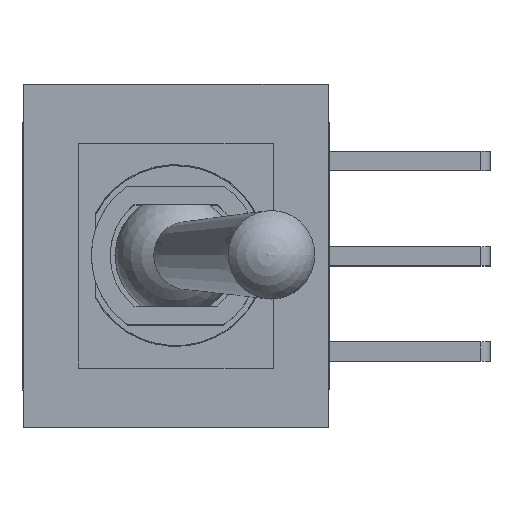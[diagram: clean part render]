
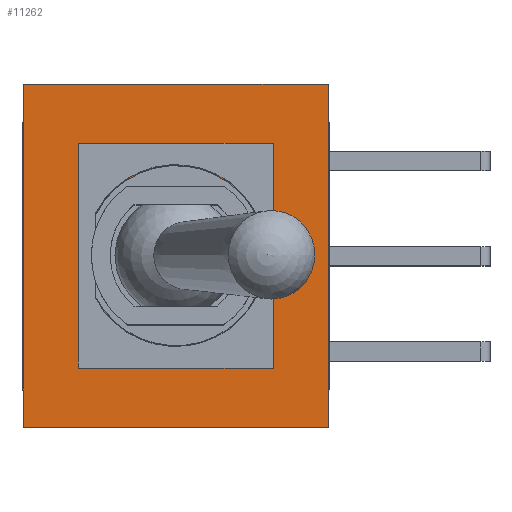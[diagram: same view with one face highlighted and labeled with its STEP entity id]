
A CAD part, top view. The second image highlights one B-rep face of the part: STEP entity #11262.
In plain terms, the highlighted planar face has unit normal (0, 0, 1).
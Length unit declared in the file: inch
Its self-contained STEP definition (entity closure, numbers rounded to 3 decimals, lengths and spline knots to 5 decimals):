
#480=CARTESIAN_POINT('',(-0.09449,0.0,0.35039));
#481=VERTEX_POINT('',#480);
#482=CARTESIAN_POINT('',(0.,0.0,0.35039));
#483=DIRECTION('',(0.0,0.0,-1.0));
#484=DIRECTION('',(1.0,0.0,0.0));
#485=AXIS2_PLACEMENT_3D('',#482,#483,#484);
#486=CIRCLE('',#485,0.09449);
#487=EDGE_CURVE('',#481,#481,#486,.T.);
#10662=CARTESIAN_POINT('',(0.16004,-0.17992,0.35039));
#10663=VERTEX_POINT('',#10662);
#10670=CARTESIAN_POINT('',(-0.16004,-0.17992,0.35039));
#10671=VERTEX_POINT('',#10670);
#10672=CARTESIAN_POINT('',(0.16004,-0.17992,0.35039));
#10673=DIRECTION('',(-1.0,0.0,0.0));
#10674=VECTOR('',#10673,0.32008);
#10675=LINE('',#10672,#10674);
#10676=EDGE_CURVE('',#10663,#10671,#10675,.T.);
#11100=CARTESIAN_POINT('',(0.16004,0.17992,0.35039));
#11101=VERTEX_POINT('',#11100);
#11108=CARTESIAN_POINT('',(0.16004,0.17992,0.35039));
#11109=DIRECTION('',(0.0,-1.0,0.0));
#11110=VECTOR('',#11109,0.35984);
#11111=LINE('',#11108,#11110);
#11112=EDGE_CURVE('',#11101,#10663,#11111,.T.);
#11140=CARTESIAN_POINT('',(-0.16004,0.17992,0.35039));
#11141=VERTEX_POINT('',#11140);
#11148=CARTESIAN_POINT('',(-0.16004,0.17992,0.35039));
#11149=DIRECTION('',(1.0,0.0,0.0));
#11150=VECTOR('',#11149,0.32008);
#11151=LINE('',#11148,#11150);
#11152=EDGE_CURVE('',#11141,#11101,#11151,.T.);
#11233=CARTESIAN_POINT('',(-0.16004,-0.17992,0.35039));
#11234=DIRECTION('',(0.0,1.0,0.0));
#11235=VECTOR('',#11234,0.35984);
#11236=LINE('',#11233,#11235);
#11237=EDGE_CURVE('',#10671,#11141,#11236,.T.);
#11248=CARTESIAN_POINT('',(-0.17604,-0.19791,0.35039));
#11249=DIRECTION('',(0.0,0.0,1.0));
#11250=DIRECTION('',(1.0,0.0,0.0));
#11251=AXIS2_PLACEMENT_3D('',#11248,#11249,#11250);
#11252=PLANE('',#11251);
#11253=ORIENTED_EDGE('',*,*,#11112,.F.);
#11254=ORIENTED_EDGE('',*,*,#11152,.F.);
#11255=ORIENTED_EDGE('',*,*,#11237,.F.);
#11256=ORIENTED_EDGE('',*,*,#10676,.F.);
#11257=EDGE_LOOP('',(#11253,#11254,#11255,#11256));
#11258=FACE_OUTER_BOUND('',#11257,.T.);
#11259=ORIENTED_EDGE('',*,*,#487,.T.);
#11260=EDGE_LOOP('',(#11259));
#11261=FACE_BOUND('',#11260,.T.);
#11262=ADVANCED_FACE('',(#11258,#11261),#11252,.T.);
